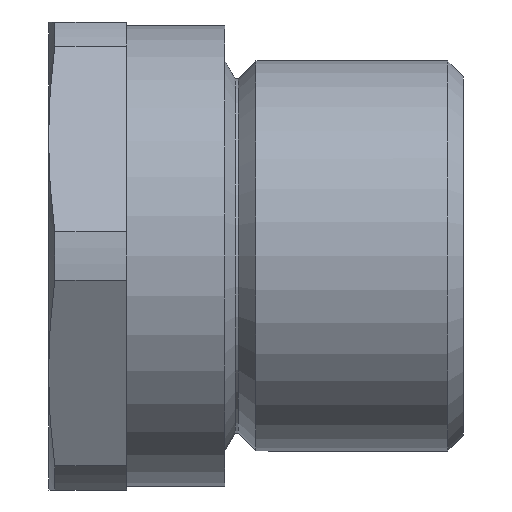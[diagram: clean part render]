
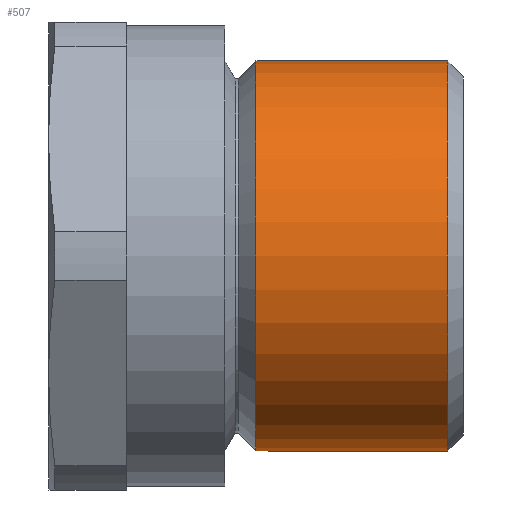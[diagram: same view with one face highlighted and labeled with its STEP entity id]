
A CAD part, front view. The second image highlights one B-rep face of the part: STEP entity #507.
In plain terms, the highlighted cylindrical face has radius 12.5 mm (diameter 25 mm), a partial arc.
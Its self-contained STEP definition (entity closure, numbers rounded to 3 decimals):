
#7 = CARTESIAN_POINT ( 'NONE',  ( 13.3, 0., -12.5 ) ) ;
#19 = VECTOR ( 'NONE', #850, 1000. ) ;
#95 = EDGE_CURVE ( 'NONE', #426, #868, #1017, .T. ) ;
#96 = AXIS2_PLACEMENT_3D ( 'NONE', #954, #392, #1056 ) ;
#99 = CARTESIAN_POINT ( 'NONE',  ( 26.6, 0., 12.5 ) ) ;
#161 = EDGE_CURVE ( 'NONE', #426, #816, #859, .T. ) ;
#212 = AXIS2_PLACEMENT_3D ( 'NONE', #685, #596, #777 ) ;
#282 = CIRCLE ( 'NONE', #96, 12.5 ) ;
#299 = CARTESIAN_POINT ( 'NONE',  ( 13.3, 0., 0. ) ) ;
#343 = ORIENTED_EDGE ( 'NONE', *, *, #942, .F. ) ;
#390 = DIRECTION ( 'NONE',  ( 0., 0., 1. ) ) ;
#392 = DIRECTION ( 'NONE',  ( -1., 0., 0. ) ) ;
#426 = VERTEX_POINT ( 'NONE', #7 ) ;
#499 = DIRECTION ( 'NONE',  ( 1., 0., 0. ) ) ;
#507 = ADVANCED_FACE ( 'NONE', ( #1041 ), #748, .T. ) ;
#511 = VECTOR ( 'NONE', #499, 1000. ) ;
#548 = ORIENTED_EDGE ( 'NONE', *, *, #976, .T. ) ;
#559 = LINE ( 'NONE', #99, #19 ) ;
#596 = DIRECTION ( 'NONE',  ( 1., 0., 0. ) ) ;
#652 = EDGE_LOOP ( 'NONE', ( #343, #1129, #1087, #548 ) ) ;
#685 = CARTESIAN_POINT ( 'NONE',  ( 26.6, 0., 0. ) ) ;
#748 = CYLINDRICAL_SURFACE ( 'NONE', #212, 12.5 ) ;
#777 = DIRECTION ( 'NONE',  ( 0., 0., -1. ) ) ;
#816 = VERTEX_POINT ( 'NONE', #1110 ) ;
#850 = DIRECTION ( 'NONE',  ( 1., 0., 0. ) ) ;
#859 = CIRCLE ( 'NONE', #952, 12.5 ) ;
#868 = VERTEX_POINT ( 'NONE', #915 ) ;
#915 = CARTESIAN_POINT ( 'NONE',  ( 25.6, 0., -12.5 ) ) ;
#936 = VERTEX_POINT ( 'NONE', #1147 ) ;
#942 = EDGE_CURVE ( 'NONE', #816, #936, #559, .T. ) ;
#951 = DIRECTION ( 'NONE',  ( -1., 0., 0. ) ) ;
#952 = AXIS2_PLACEMENT_3D ( 'NONE', #299, #951, #390 ) ;
#954 = CARTESIAN_POINT ( 'NONE',  ( 25.6, 0., 0. ) ) ;
#976 = EDGE_CURVE ( 'NONE', #868, #936, #282, .T. ) ;
#984 = CARTESIAN_POINT ( 'NONE',  ( 26.6, 0., -12.5 ) ) ;
#1017 = LINE ( 'NONE', #984, #511 ) ;
#1041 = FACE_OUTER_BOUND ( 'NONE', #652, .T. ) ;
#1056 = DIRECTION ( 'NONE',  ( 0., 0., -1. ) ) ;
#1087 = ORIENTED_EDGE ( 'NONE', *, *, #95, .T. ) ;
#1110 = CARTESIAN_POINT ( 'NONE',  ( 13.3, 0., 12.5 ) ) ;
#1129 = ORIENTED_EDGE ( 'NONE', *, *, #161, .F. ) ;
#1147 = CARTESIAN_POINT ( 'NONE',  ( 25.6, 0., 12.5 ) ) ;
